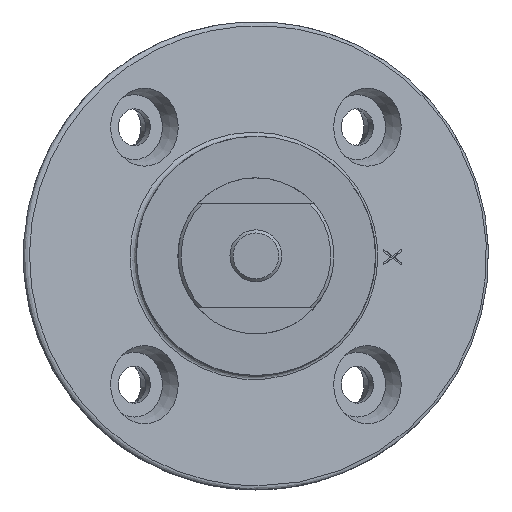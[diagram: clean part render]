
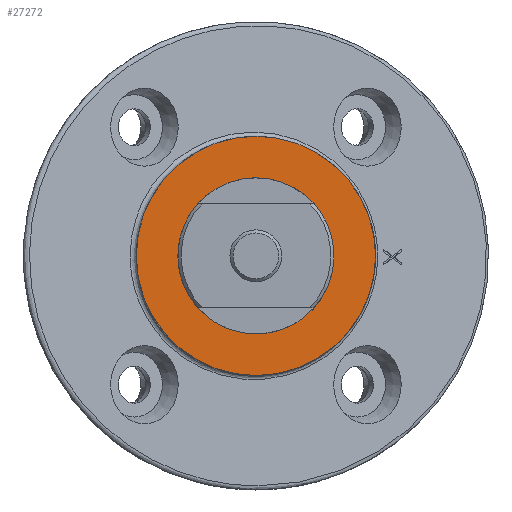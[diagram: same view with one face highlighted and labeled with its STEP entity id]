
A CAD part, front view. The second image highlights one B-rep face of the part: STEP entity #27272.
In plain terms, the highlighted planar face has unit normal (0, -1, 0).
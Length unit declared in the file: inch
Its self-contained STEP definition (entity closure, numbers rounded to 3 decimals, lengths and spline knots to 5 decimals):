
#3379 = VERTEX_POINT ( 'NONE', #9834 ) ;
#3405 = ORIENTED_EDGE ( 'NONE', *, *, #8105, .T. ) ;
#6544 = DIRECTION ( 'NONE',  ( 0., 0., -1. ) ) ;
#8105 = EDGE_CURVE ( 'NONE', #3379, #3379, #74249, .T. ) ;
#9834 = CARTESIAN_POINT ( 'NONE',  ( 0., 0., -0.75 ) ) ;
#13189 = FACE_BOUND ( 'NONE', #28069, .T. ) ;
#15015 = CIRCLE ( 'NONE', #77127, 1.15 ) ;
#16252 = ORIENTED_EDGE ( 'NONE', *, *, #66771, .T. ) ;
#24630 = DIRECTION ( 'NONE',  ( 0., 0., -1. ) ) ;
#27272 = ADVANCED_FACE ( 'NONE', ( #13189, #80529 ), #43095, .T. ) ;
#28069 = EDGE_LOOP ( 'NONE', ( #3405 ) ) ;
#28911 = CARTESIAN_POINT ( 'NONE',  ( 0., 0., 0. ) ) ;
#41588 = DIRECTION ( 'NONE',  ( 0., -1., 0. ) ) ;
#42950 = EDGE_LOOP ( 'NONE', ( #16252 ) ) ;
#43095 = PLANE ( 'NONE',  #67504 ) ;
#43919 = AXIS2_PLACEMENT_3D ( 'NONE', #28911, #50902, #6544 ) ;
#44070 = DIRECTION ( 'NONE',  ( 0., 0., -1. ) ) ;
#50902 = DIRECTION ( 'NONE',  ( 0., 1., 0. ) ) ;
#58134 = DIRECTION ( 'NONE',  ( 0., -1., 0. ) ) ;
#58691 = VERTEX_POINT ( 'NONE', #67664 ) ;
#62614 = CARTESIAN_POINT ( 'NONE',  ( 0., 0., 0. ) ) ;
#65614 = CARTESIAN_POINT ( 'NONE',  ( 1.15, 0., 0. ) ) ;
#66771 = EDGE_CURVE ( 'NONE', #58691, #58691, #15015, .T. ) ;
#67504 = AXIS2_PLACEMENT_3D ( 'NONE', #65614, #58134, #44070 ) ;
#67664 = CARTESIAN_POINT ( 'NONE',  ( 0., 0., -1.15 ) ) ;
#74249 = CIRCLE ( 'NONE', #43919, 0.75 ) ;
#77127 = AXIS2_PLACEMENT_3D ( 'NONE', #62614, #41588, #24630 ) ;
#80529 = FACE_OUTER_BOUND ( 'NONE', #42950, .T. ) ;
